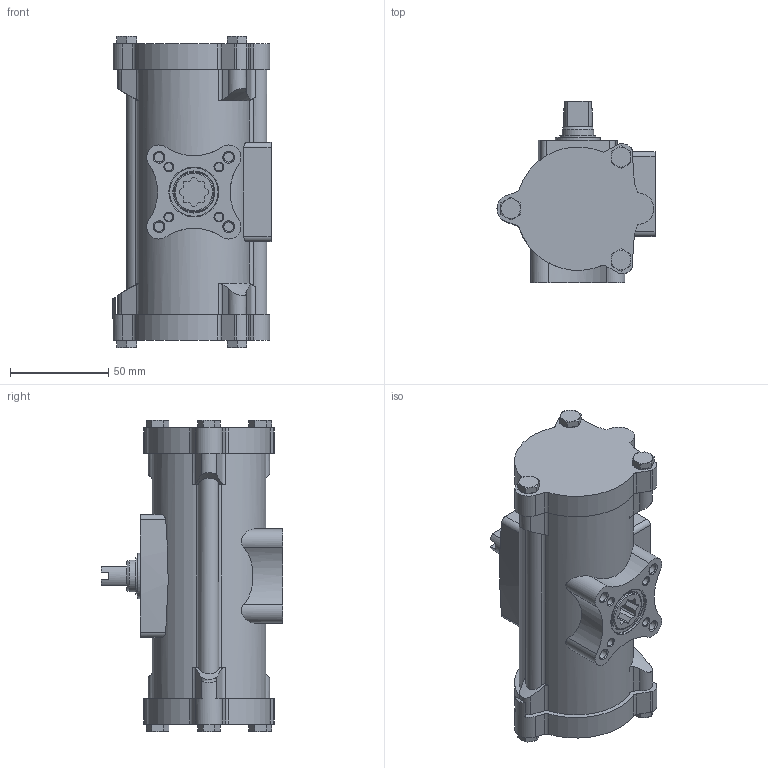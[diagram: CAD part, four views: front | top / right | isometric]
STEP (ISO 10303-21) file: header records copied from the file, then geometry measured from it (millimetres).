
FILE_DESCRIPTION(/* description */ ('STEP AP214'),/* implementation_level */ '2;1');
FILE_NAME(/* name */ '552871_DAPS-0060-090-R-F0305-CR',/* time_stamp */ '2024-08-13T16:06:01+02:00',/* author */ ('License CC BY-ND 4.0'),/* organization */ ('CADENAS'),/* preprocessor_version */ 'ST-DEVELOPER v19.3',/* originating_system */ 'PARTsolutions',/* authorisation */ ' ');
FILE_SCHEMA (('AUTOMOTIVE_DESIGN {1 0 10303 214 3 1 1}'));
Length unit declared in the file: millimetre
Products named in the file (3): 552871 DAPS-0060-090-R-F0305-CR---0; 552871 DAPS-0060-090-R-F0305-CR---(1); 552871 DAPS-0060-090-R-F0305-CR---(2)
Assembly tree (2 placements, depth 2):
  552871 DAPS-0060-090-R-F0305-CR---0
    552871 DAPS-0060-090-R-F0305-CR---(1)
    552871 DAPS-0060-090-R-F0305-CR---(2)
Bounding box: 80.3 x 92.4 x 158.4 mm (x, y, z)
Volume: 510490.7 mm3; surface area: 62719.4 mm2
Topology: 2 solids, 2 shells, 377 faces, 908 edges, 570 vertices
Faces by surface type: plane 181, cylinder 125, cone 65, torus 6
Full cylindrical faces by diameter (mm): 4.134 x12, 4.917 x5, 8.566 x2, 10 x6, 16 x1, 18.42 x1, 20 x2, 21 x1, 23 x2, 25 x2
Entity records: 10906 total; most frequent: CARTESIAN_POINT 2333, DIRECTION 1788, ORIENTED_EDGE 1680, EDGE_CURVE 840, AXIS2_PLACEMENT_3D 709, VERTEX_POINT 564, FACE_BOUND 476, EDGE_LOOP 475
